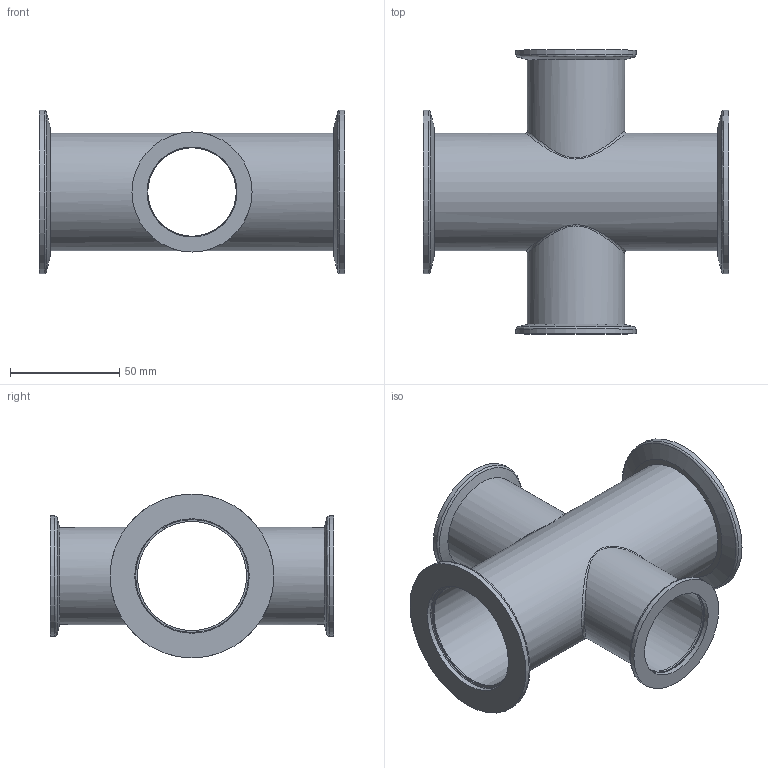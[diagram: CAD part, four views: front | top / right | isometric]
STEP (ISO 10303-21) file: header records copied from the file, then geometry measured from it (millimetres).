
FILE_DESCRIPTION (( 'STEP AP214' ), '1' );
FILE_NAME ('FULLVAC XR41KF5040.STEP', '2019-04-17T12:53:51', ( '' ), ( '' ), 'SwSTEP 2.0', 'SolidWorks 2017', '' );
FILE_SCHEMA (( 'AUTOMOTIVE_DESIGN' ));
Length unit declared in the file: millimetre
Products named in the file (4): FULLVAC XR41KF5040; 1^FULLVAC XR41KF5040; 2^FULLVAC XR41KF5040; 3^FULLVAC XR41KF5040
Assembly tree (5 placements, depth 2):
  FULLVAC XR41KF5040
    1^FULLVAC XR41KF5040
    2^FULLVAC XR41KF5040  x2
    3^FULLVAC XR41KF5040  x2
Bounding box: 140 x 130 x 75 mm (x, y, z)
Volume: 85286 mm3; surface area: 80836.8 mm2
Topology: 5 solids, 5 shells, 56 faces, 113 edges, 74 vertices
Faces by surface type: cylinder 22, plane 18, bspline 12, cone 4
Full cylindrical faces by diameter (mm): 40.5 x3, 41.2 x2, 44.5 x2, 44.7 x2, 50 x3, 52.4 x2, 54 x1, 54.1 x2, 55 x2, 75 x2
Entity records: 6068 total; most frequent: CARTESIAN_POINT 4944, DIRECTION 124, ORIENTED_EDGE 74, EDGE_LOOP 74, AXIS2_PLACEMENT_3D 62, FACE_OUTER_BOUND 57, UNCERTAINTY_MEASURE_WITH_UNIT 45, PRESENTATION_LAYER_ASSIGNMENT 41
